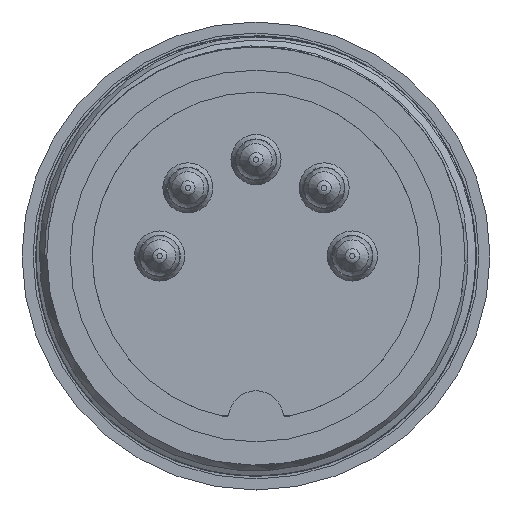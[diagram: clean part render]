
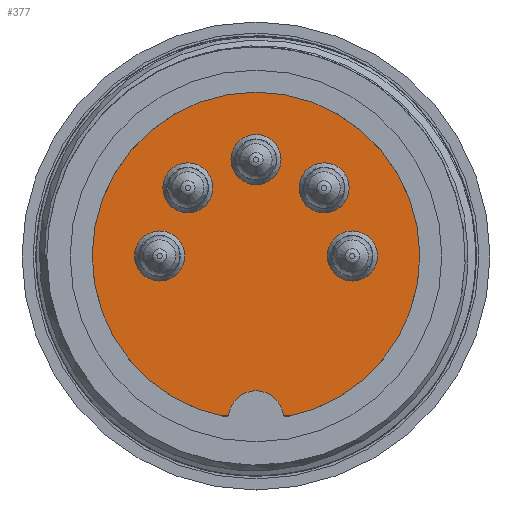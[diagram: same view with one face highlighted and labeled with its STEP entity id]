
A CAD part, front view. The second image highlights one B-rep face of the part: STEP entity #377.
In plain terms, the highlighted planar face has unit normal (0, -1, 0).
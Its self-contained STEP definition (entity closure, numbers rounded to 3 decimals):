
#279=LINE('',#2142,#309);
#280=LINE('',#2146,#310);
#281=LINE('',#2148,#311);
#282=LINE('',#2150,#312);
#283=LINE('',#2154,#313);
#309=VECTOR('',#1694,1.);
#310=VECTOR('',#1697,1.);
#311=VECTOR('',#1698,1.);
#312=VECTOR('',#1699,1.);
#313=VECTOR('',#1702,1.);
#377=ADVANCED_FACE('',(#513,#514,#515,#516,#517,#518),#471,.F.);
#471=PLANE('',#1482);
#513=FACE_BOUND('',#658,.T.);
#514=FACE_BOUND('',#659,.T.);
#515=FACE_BOUND('',#660,.T.);
#516=FACE_BOUND('',#661,.T.);
#517=FACE_BOUND('',#662,.T.);
#518=FACE_BOUND('',#663,.T.);
#658=EDGE_LOOP('',(#852));
#659=EDGE_LOOP('',(#853));
#660=EDGE_LOOP('',(#854));
#661=EDGE_LOOP('',(#855));
#662=EDGE_LOOP('',(#856));
#663=EDGE_LOOP('',(#857,#858,#859,#860,#861,#862,#863,#864));
#852=ORIENTED_EDGE('',*,*,#1236,.F.);
#853=ORIENTED_EDGE('',*,*,#1237,.F.);
#854=ORIENTED_EDGE('',*,*,#1238,.F.);
#855=ORIENTED_EDGE('',*,*,#1239,.F.);
#856=ORIENTED_EDGE('',*,*,#1240,.F.);
#857=ORIENTED_EDGE('',*,*,#1235,.T.);
#858=ORIENTED_EDGE('',*,*,#1241,.T.);
#859=ORIENTED_EDGE('',*,*,#1242,.T.);
#860=ORIENTED_EDGE('',*,*,#1243,.F.);
#861=ORIENTED_EDGE('',*,*,#1244,.F.);
#862=ORIENTED_EDGE('',*,*,#1245,.F.);
#863=ORIENTED_EDGE('',*,*,#1246,.T.);
#864=ORIENTED_EDGE('',*,*,#1247,.T.);
#1112=VERTEX_POINT('',#2125);
#1114=VERTEX_POINT('',#2129);
#1115=VERTEX_POINT('',#2133);
#1116=VERTEX_POINT('',#2135);
#1117=VERTEX_POINT('',#2137);
#1118=VERTEX_POINT('',#2139);
#1119=VERTEX_POINT('',#2141);
#1120=VERTEX_POINT('',#2143);
#1121=VERTEX_POINT('',#2145);
#1122=VERTEX_POINT('',#2147);
#1123=VERTEX_POINT('',#2149);
#1124=VERTEX_POINT('',#2151);
#1125=VERTEX_POINT('',#2153);
#1235=EDGE_CURVE('',#1112,#1114,#1367,.T.);
#1236=EDGE_CURVE('',#1115,#1115,#1368,.T.);
#1237=EDGE_CURVE('',#1116,#1116,#1369,.T.);
#1238=EDGE_CURVE('',#1117,#1117,#1370,.T.);
#1239=EDGE_CURVE('',#1118,#1118,#1371,.T.);
#1240=EDGE_CURVE('',#1119,#1119,#1372,.T.);
#1241=EDGE_CURVE('',#1114,#1120,#279,.T.);
#1242=EDGE_CURVE('',#1120,#1121,#1373,.T.);
#1243=EDGE_CURVE('',#1122,#1121,#280,.T.);
#1244=EDGE_CURVE('',#1123,#1122,#281,.T.);
#1245=EDGE_CURVE('',#1124,#1123,#282,.T.);
#1246=EDGE_CURVE('',#1124,#1125,#1374,.T.);
#1247=EDGE_CURVE('',#1125,#1112,#283,.T.);
#1367=CIRCLE('',#1473,6.75);
#1368=CIRCLE('',#1475,0.91);
#1369=CIRCLE('',#1476,0.91);
#1370=CIRCLE('',#1477,0.91);
#1371=CIRCLE('',#1478,0.91);
#1372=CIRCLE('',#1479,0.91);
#1373=CIRCLE('',#1480,5.95);
#1374=CIRCLE('',#1481,5.95);
#1473=AXIS2_PLACEMENT_3D('',#2130,#1680,#1681);
#1475=AXIS2_PLACEMENT_3D('',#2132,#1684,#1685);
#1476=AXIS2_PLACEMENT_3D('',#2134,#1686,#1687);
#1477=AXIS2_PLACEMENT_3D('',#2136,#1688,#1689);
#1478=AXIS2_PLACEMENT_3D('',#2138,#1690,#1691);
#1479=AXIS2_PLACEMENT_3D('',#2140,#1692,#1693);
#1480=AXIS2_PLACEMENT_3D('',#2144,#1695,#1696);
#1481=AXIS2_PLACEMENT_3D('',#2152,#1700,#1701);
#1482=AXIS2_PLACEMENT_3D('',#2155,#1703,#1704);
#1680=DIRECTION('',(0.,-1.,0.));
#1681=DIRECTION('',(0.,0.,1.));
#1684=DIRECTION('',(0.,-1.,0.));
#1685=DIRECTION('',(0.,0.,1.));
#1686=DIRECTION('',(0.,-1.,0.));
#1687=DIRECTION('',(0.,0.,1.));
#1688=DIRECTION('',(0.,-1.,0.));
#1689=DIRECTION('',(0.,0.,1.));
#1690=DIRECTION('',(0.,-1.,0.));
#1691=DIRECTION('',(0.,0.,1.));
#1692=DIRECTION('',(0.,-1.,0.));
#1693=DIRECTION('',(0.,0.,1.));
#1694=DIRECTION('',(1.,0.,0.));
#1695=DIRECTION('',(0.,-1.,0.));
#1696=DIRECTION('',(-1.,0.,0.));
#1697=DIRECTION('',(0.,0.,-1.));
#1698=DIRECTION('',(-1.,0.,0.));
#1699=DIRECTION('',(0.,0.,1.));
#1700=DIRECTION('',(0.,-1.,0.));
#1701=DIRECTION('',(0.202,0.,-0.979));
#1702=DIRECTION('',(1.,0.,0.));
#1703=DIRECTION('',(0.,1.,0.));
#1704=DIRECTION('',(-1.,0.,0.));
#2125=CARTESIAN_POINT('',(-6.587,-5.218,7.366));
#2129=CARTESIAN_POINT('',(-20.087,-5.218,7.366));
#2130=CARTESIAN_POINT('',(-13.337,-5.218,7.366));
#2132=CARTESIAN_POINT('',(-10.862,-5.218,9.841));
#2133=CARTESIAN_POINT('',(-10.862,-5.218,10.751));
#2134=CARTESIAN_POINT('',(-13.337,-5.218,10.866));
#2135=CARTESIAN_POINT('',(-13.337,-5.218,11.776));
#2136=CARTESIAN_POINT('',(-16.837,-5.218,7.366));
#2137=CARTESIAN_POINT('',(-16.837,-5.218,8.276));
#2138=CARTESIAN_POINT('',(-15.812,-5.218,9.841));
#2139=CARTESIAN_POINT('',(-15.812,-5.218,10.751));
#2140=CARTESIAN_POINT('',(-9.837,-5.218,7.366));
#2141=CARTESIAN_POINT('',(-9.837,-5.218,8.276));
#2142=CARTESIAN_POINT('',(-20.287,-5.218,7.366));
#2143=CARTESIAN_POINT('',(-19.287,-5.218,7.366));
#2144=CARTESIAN_POINT('',(-13.337,-5.218,7.366));
#2145=CARTESIAN_POINT('',(-14.537,-5.218,1.539));
#2146=CARTESIAN_POINT('',(-14.537,-5.218,0.948));
#2147=CARTESIAN_POINT('',(-14.537,-5.218,1.566));
#2148=CARTESIAN_POINT('',(-14.837,-5.218,1.566));
#2149=CARTESIAN_POINT('',(-12.137,-5.218,1.566));
#2150=CARTESIAN_POINT('',(-12.137,-5.218,1.596));
#2151=CARTESIAN_POINT('',(-12.137,-5.218,1.539));
#2152=CARTESIAN_POINT('',(-13.337,-5.218,7.366));
#2153=CARTESIAN_POINT('',(-7.387,-5.218,7.366));
#2154=CARTESIAN_POINT('',(-7.387,-5.218,7.366));
#2155=CARTESIAN_POINT('',(-5.692,-5.218,0.069));
